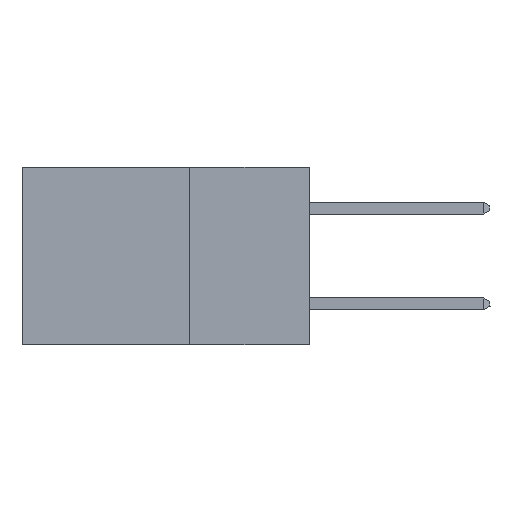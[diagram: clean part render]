
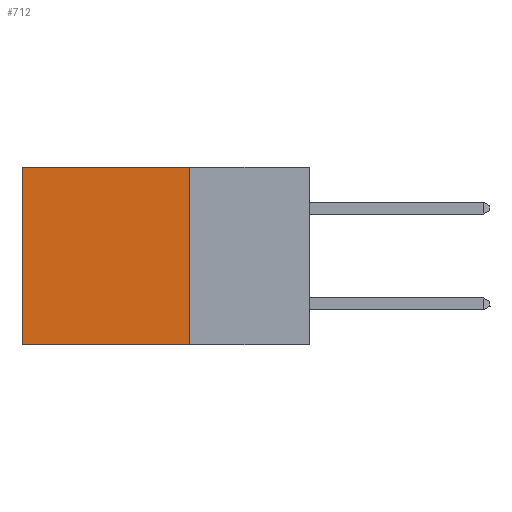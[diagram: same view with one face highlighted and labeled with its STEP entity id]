
A CAD part, left-side view. The second image highlights one B-rep face of the part: STEP entity #712.
In plain terms, the highlighted planar face has unit normal (-1, 0, 0).
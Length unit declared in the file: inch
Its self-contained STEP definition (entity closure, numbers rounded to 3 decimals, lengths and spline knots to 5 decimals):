
#611 = CARTESIAN_POINT ( 'NONE',  ( 0.2875, 0.25, -0.37 ) ) ;
#712 = ADVANCED_FACE ( 'NONE', ( #16732 ), #27657, .F. ) ;
#1077 = ORIENTED_EDGE ( 'NONE', *, *, #20486, .T. ) ;
#1921 = DIRECTION ( 'NONE',  ( 0., 1., 0. ) ) ;
#2950 = EDGE_LOOP ( 'NONE', ( #11852, #18654, #31658, #1077 ) ) ;
#3119 = DIRECTION ( 'NONE',  ( 1., 0., 0. ) ) ;
#4986 = EDGE_CURVE ( 'NONE', #6985, #13738, #11730, .T. ) ;
#6198 = CARTESIAN_POINT ( 'NONE',  ( 0.2875, 0.6, 0. ) ) ;
#6915 = CARTESIAN_POINT ( 'NONE',  ( 0.2875, 0.6, -0.37 ) ) ;
#6985 = VERTEX_POINT ( 'NONE', #31258 ) ;
#7483 = VECTOR ( 'NONE', #8869, 39.37008 ) ;
#8403 = LINE ( 'NONE', #19505, #23056 ) ;
#8869 = DIRECTION ( 'NONE',  ( 0., 1., 0. ) ) ;
#9079 = VERTEX_POINT ( 'NONE', #19925 ) ;
#11730 = LINE ( 'NONE', #6198, #17763 ) ;
#11852 = ORIENTED_EDGE ( 'NONE', *, *, #4986, .T. ) ;
#12295 = VERTEX_POINT ( 'NONE', #24436 ) ;
#13738 = VERTEX_POINT ( 'NONE', #6915 ) ;
#14046 = DIRECTION ( 'NONE',  ( 0., 0., -1. ) ) ;
#15530 = CARTESIAN_POINT ( 'NONE',  ( 0.2875, 0.25, 0. ) ) ;
#16615 = DIRECTION ( 'NONE',  ( 0., 0., -1. ) ) ;
#16732 = FACE_OUTER_BOUND ( 'NONE', #2950, .T. ) ;
#17763 = VECTOR ( 'NONE', #22313, 39.37008 ) ;
#18654 = ORIENTED_EDGE ( 'NONE', *, *, #22706, .F. ) ;
#19505 = CARTESIAN_POINT ( 'NONE',  ( 0.2875, 0.25, 0. ) ) ;
#19925 = CARTESIAN_POINT ( 'NONE',  ( 0.2875, 0.25, -0.37 ) ) ;
#20486 = EDGE_CURVE ( 'NONE', #12295, #6985, #26804, .T. ) ;
#22313 = DIRECTION ( 'NONE',  ( 0., 0., -1. ) ) ;
#22706 = EDGE_CURVE ( 'NONE', #9079, #13738, #27145, .T. ) ;
#23056 = VECTOR ( 'NONE', #16615, 39.37008 ) ;
#24436 = CARTESIAN_POINT ( 'NONE',  ( 0.2875, 0.25, 0. ) ) ;
#25297 = EDGE_CURVE ( 'NONE', #12295, #9079, #8403, .T. ) ;
#26804 = LINE ( 'NONE', #15530, #26868 ) ;
#26868 = VECTOR ( 'NONE', #1921, 39.37008 ) ;
#27145 = LINE ( 'NONE', #611, #7483 ) ;
#27657 = PLANE ( 'NONE',  #34095 ) ;
#31258 = CARTESIAN_POINT ( 'NONE',  ( 0.2875, 0.6, 0. ) ) ;
#31658 = ORIENTED_EDGE ( 'NONE', *, *, #25297, .F. ) ;
#33371 = CARTESIAN_POINT ( 'NONE',  ( 0.2875, 0.25, 0. ) ) ;
#34095 = AXIS2_PLACEMENT_3D ( 'NONE', #33371, #3119, #14046 ) ;
